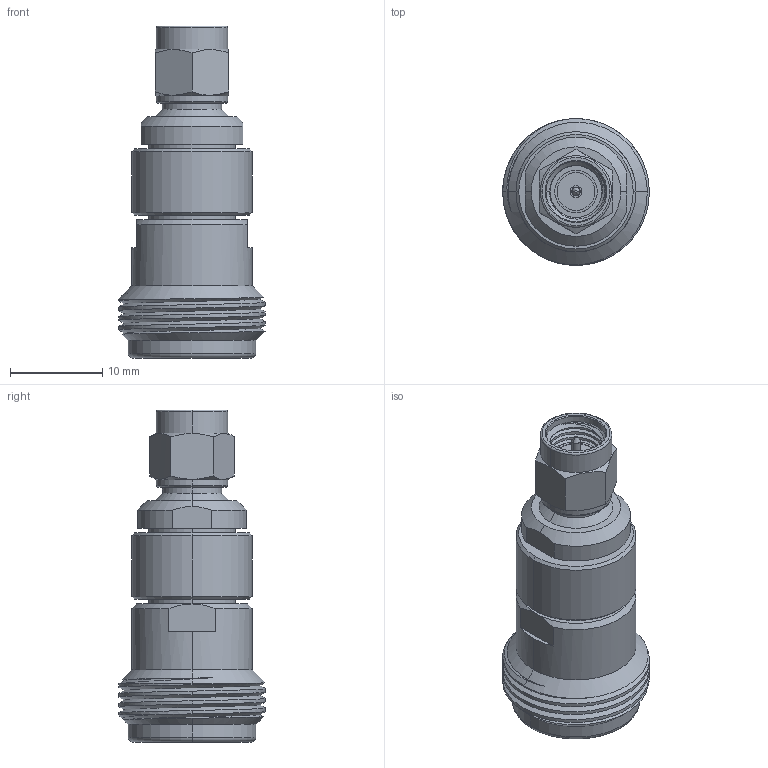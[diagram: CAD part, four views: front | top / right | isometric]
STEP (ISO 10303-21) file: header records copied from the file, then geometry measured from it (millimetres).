
FILE_DESCRIPTION (( 'STEP AP203' ), '1' );
FILE_NAME ('CT-NFSM-LN1.STEP', '2020-09-19T00:49:58', ( '' ), ( '' ), 'SwSTEP 2.0', 'SolidWorks 2020', '' );
FILE_SCHEMA (( 'CONFIG_CONTROL_DESIGN' ));
Length unit declared in the file: inch
Products named in the file (6): 930.219-sz-02.STEP; CT-NFSM-LN1; 8.034.F.003.STEP; ____247.204-SZ01.STEP; 8.034.D.031.STEP; N-SMA-KJ.STEP
Assembly tree (5 placements, depth 3):
  CT-NFSM-LN1
    N-SMA-KJ.STEP
      8.034.F.003.STEP
      930.219-sz-02.STEP
      ____247.204-SZ01.STEP
      8.034.D.031.STEP
Bounding box: 15.88 x 15.85 x 35.94 mm (x, y, z)
Volume: 3685.1 mm3; surface area: 2883.6 mm2
Topology: 4 solids, 4 shells, 147 faces, 330 edges, 207 vertices
Faces by surface type: cylinder 65, plane 38, cone 32, torus 8, bspline 4
Entity records: 7356 total; most frequent: CARTESIAN_POINT 3493, DIRECTION 705, ORIENTED_EDGE 660, EDGE_CURVE 330, AXIS2_PLACEMENT_3D 295, VERTEX_POINT 207, EDGE_LOOP 165, FACE_OUTER_BOUND 147
